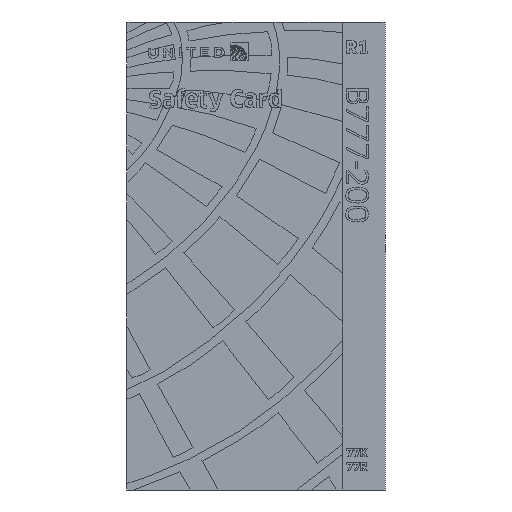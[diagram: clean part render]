
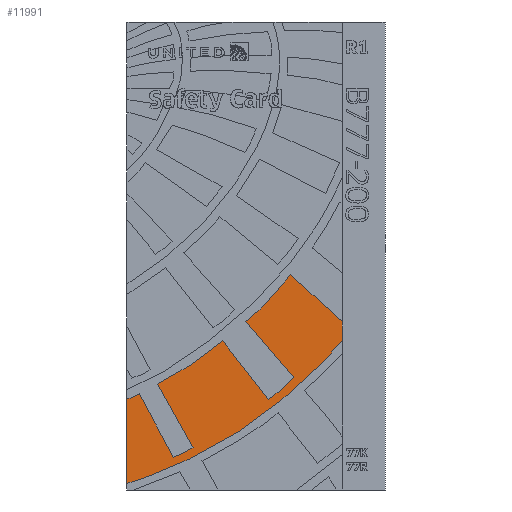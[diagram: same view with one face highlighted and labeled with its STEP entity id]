
A CAD part, front view. The second image highlights one B-rep face of the part: STEP entity #11991.
In plain terms, the highlighted planar face has unit normal (0, -1, 0).
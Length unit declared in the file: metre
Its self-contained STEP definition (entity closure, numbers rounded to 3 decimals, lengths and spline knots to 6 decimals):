
#585=B_SPLINE_CURVE_WITH_KNOTS('',3,(#22038,#22039,#22040,#22041,#22042,
#22043),.UNSPECIFIED.,.F.,.F.,(4,1,1,4),(0.,0.27137,0.658508,
1.),.UNSPECIFIED.);
#586=B_SPLINE_CURVE_WITH_KNOTS('',3,(#22060,#22061,#22062,#22063,#22064,
#22065),.UNSPECIFIED.,.F.,.F.,(4,1,1,4),(0.,0.307414,0.646352,
1.),.UNSPECIFIED.);
#587=B_SPLINE_CURVE_WITH_KNOTS('',3,(#22080,#22081,#22082,#22083,#22084,
#22085),.UNSPECIFIED.,.F.,.F.,(4,1,1,4),(0.,0.330603,0.707689,
1.),.UNSPECIFIED.);
#588=B_SPLINE_CURVE_WITH_KNOTS('',3,(#22098,#22099,#22100,#22101,#22102),
 .UNSPECIFIED.,.F.,.F.,(4,1,4),(0.,0.523385,1.),.UNSPECIFIED.);
#589=B_SPLINE_CURVE_WITH_KNOTS('',3,(#22119,#22120,#22121,#22122,#22123,
#22124,#22125),.UNSPECIFIED.,.F.,.F.,(4,1,1,1,4),(0.,0.234221,0.514268,
0.821753,1.),.UNSPECIFIED.);
#590=B_SPLINE_CURVE_WITH_KNOTS('',3,(#22140,#22141,#22142,#22143,#22144,
#22145),.UNSPECIFIED.,.F.,.F.,(4,1,1,4),(0.,0.312127,0.653102,
1.),.UNSPECIFIED.);
#591=B_SPLINE_CURVE_WITH_KNOTS('',3,(#22162,#22163,#22164,#22165,#22166,
#22167,#22168),.UNSPECIFIED.,.F.,.F.,(4,1,1,1,4),(0.,0.258254,
0.545094,0.786274,1.),.UNSPECIFIED.);
#592=B_SPLINE_CURVE_WITH_KNOTS('',3,(#22181,#22182,#22183,#22184,#22185),
 .UNSPECIFIED.,.F.,.F.,(4,1,4),(0.,0.517646,1.),.UNSPECIFIED.);
#593=B_SPLINE_CURVE_WITH_KNOTS('',3,(#22200,#22201,#22202,#22203,#22204,
#22205),.UNSPECIFIED.,.F.,.F.,(4,1,1,4),(0.,0.329818,0.696754,
1.),.UNSPECIFIED.);
#594=B_SPLINE_CURVE_WITH_KNOTS('',3,(#22216,#22217,#22218,#22219,#22220),
 .UNSPECIFIED.,.F.,.F.,(4,1,4),(0.,0.478648,1.),.UNSPECIFIED.);
#595=B_SPLINE_CURVE_WITH_KNOTS('',3,(#22257,#22258,#22259,#22260,#22261,
#22262,#22263,#22264,#22265),.UNSPECIFIED.,.F.,.F.,(4,1,1,1,1,1,4),(0.,
0.117318,0.253195,0.427435,0.629051,
0.85108,1.),.UNSPECIFIED.);
#1704=ORIENTED_EDGE('',*,*,#4977,.F.);
#1705=ORIENTED_EDGE('',*,*,#4956,.F.);
#1706=ORIENTED_EDGE('',*,*,#4959,.F.);
#1707=ORIENTED_EDGE('',*,*,#4961,.T.);
#1708=ORIENTED_EDGE('',*,*,#4963,.F.);
#1709=ORIENTED_EDGE('',*,*,#4965,.F.);
#1710=ORIENTED_EDGE('',*,*,#4967,.F.);
#1711=ORIENTED_EDGE('',*,*,#4969,.T.);
#1712=ORIENTED_EDGE('',*,*,#4971,.F.);
#1713=ORIENTED_EDGE('',*,*,#4973,.F.);
#1714=ORIENTED_EDGE('',*,*,#4974,.F.);
#1715=ORIENTED_EDGE('',*,*,#4919,.T.);
#1716=ORIENTED_EDGE('',*,*,#4976,.T.);
#4919=EDGE_CURVE('',#6571,#6570,#7499,.T.);
#4956=EDGE_CURVE('',#6582,#6583,#585,.T.);
#4959=EDGE_CURVE('',#6584,#6582,#586,.T.);
#4961=EDGE_CURVE('',#6584,#6585,#587,.T.);
#4963=EDGE_CURVE('',#6586,#6585,#588,.T.);
#4965=EDGE_CURVE('',#6587,#6586,#589,.T.);
#4967=EDGE_CURVE('',#6588,#6587,#590,.T.);
#4969=EDGE_CURVE('',#6588,#6589,#591,.T.);
#4971=EDGE_CURVE('',#6590,#6589,#592,.T.);
#4973=EDGE_CURVE('',#6591,#6590,#593,.T.);
#4974=EDGE_CURVE('',#6571,#6591,#594,.T.);
#4976=EDGE_CURVE('',#6570,#6592,#595,.T.);
#4977=EDGE_CURVE('',#6583,#6592,#7539,.T.);
#6570=VERTEX_POINT('',#21646);
#6571=VERTEX_POINT('',#21648);
#6582=VERTEX_POINT('',#22037);
#6583=VERTEX_POINT('',#22044);
#6584=VERTEX_POINT('',#22059);
#6585=VERTEX_POINT('',#22079);
#6586=VERTEX_POINT('',#22097);
#6587=VERTEX_POINT('',#22118);
#6588=VERTEX_POINT('',#22139);
#6589=VERTEX_POINT('',#22161);
#6590=VERTEX_POINT('',#22180);
#6591=VERTEX_POINT('',#22199);
#6592=VERTEX_POINT('',#22256);
#7499=LINE('',#21647,#8720);
#7539=LINE('',#22267,#8760);
#8720=VECTOR('',#16851,1.);
#8760=VECTOR('',#16903,1.);
#9704=EDGE_LOOP('',(#1704,#1705,#1706,#1707,#1708,#1709,#1710,#1711,#1712,
#1713,#1714,#1715,#1716));
#10373=FACE_BOUND('',#9704,.T.);
#10980=PLANE('',#16088);
#11991=ADVANCED_FACE('',(#10373),#10980,.T.);
#16088=AXIS2_PLACEMENT_3D('',#22266,#16901,#16902);
#16851=DIRECTION('',(0.,0.,-1.));
#16901=DIRECTION('',(0.,-1.,0.));
#16902=DIRECTION('',(1.,0.,0.));
#16903=DIRECTION('',(0.,0.,-1.));
#21646=CARTESIAN_POINT('',(-0.076,-0.00495,-0.131847));
#21647=CARTESIAN_POINT('',(-0.076,-0.00495,0.002187));
#21648=CARTESIAN_POINT('',(-0.076,-0.00495,-0.082304));
#22037=CARTESIAN_POINT('',(0.02043,-0.00495,-0.008874));
#22038=CARTESIAN_POINT('',(0.02043,-0.00495,-0.008874));
#22039=CARTESIAN_POINT('',(0.022483,-0.00495,-0.010565));
#22040=CARTESIAN_POINT('',(0.027463,-0.00495,-0.014669));
#22041=CARTESIAN_POINT('',(0.041089,-0.00495,-0.026745));
#22042=CARTESIAN_POINT('',(0.047768,-0.00495,-0.033431));
#22043=CARTESIAN_POINT('',(0.050899,-0.00495,-0.036564));
#22044=CARTESIAN_POINT('',(0.050899,-0.00495,-0.036564));
#22059=CARTESIAN_POINT('',(-0.006075,-0.00495,-0.036568));
#22060=CARTESIAN_POINT('',(-0.006075,-0.00495,-0.036568));
#22061=CARTESIAN_POINT('',(-0.003345,-0.00495,-0.034315));
#22062=CARTESIAN_POINT('',(0.002397,-0.00495,-0.029579));
#22063=CARTESIAN_POINT('',(0.011057,-0.00495,-0.019569));
#22064=CARTESIAN_POINT('',(0.017262,-0.00495,-0.012489));
#22065=CARTESIAN_POINT('',(0.02043,-0.00495,-0.008874));
#22079=CARTESIAN_POINT('',(0.022317,-0.00495,-0.069588));
#22080=CARTESIAN_POINT('',(-0.006075,-0.00495,-0.036568));
#22081=CARTESIAN_POINT('',(-0.003074,-0.00495,-0.039863));
#22082=CARTESIAN_POINT('',(0.00335,-0.00495,-0.046917));
#22083=CARTESIAN_POINT('',(0.014973,-0.00495,-0.061181));
#22084=CARTESIAN_POINT('',(0.020085,-0.00495,-0.067033));
#22085=CARTESIAN_POINT('',(0.022317,-0.00495,-0.069588));
#22097=CARTESIAN_POINT('',(0.007367,-0.00495,-0.082304));
#22098=CARTESIAN_POINT('',(0.007367,-0.00495,-0.082304));
#22099=CARTESIAN_POINT('',(0.010334,-0.00495,-0.080142));
#22100=CARTESIAN_POINT('',(0.016005,-0.00495,-0.076011));
#22101=CARTESIAN_POINT('',(0.020279,-0.00495,-0.071661));
#22102=CARTESIAN_POINT('',(0.022317,-0.00495,-0.069588));
#22118=CARTESIAN_POINT('',(-0.019565,-0.00495,-0.047837));
#22119=CARTESIAN_POINT('',(-0.019565,-0.00495,-0.047837));
#22120=CARTESIAN_POINT('',(-0.017792,-0.00495,-0.050246));
#22121=CARTESIAN_POINT('',(-0.013899,-0.00495,-0.055536));
#22122=CARTESIAN_POINT('',(-0.006379,-0.00495,-0.065633));
#22123=CARTESIAN_POINT('',(0.00381,-0.00495,-0.077919));
#22124=CARTESIAN_POINT('',(0.006412,-0.00495,-0.081127));
#22125=CARTESIAN_POINT('',(0.007367,-0.00495,-0.082304));
#22139=CARTESIAN_POINT('',(-0.057896,-0.00495,-0.073267));
#22140=CARTESIAN_POINT('',(-0.057896,-0.00495,-0.073267));
#22141=CARTESIAN_POINT('',(-0.054038,-0.00495,-0.071193));
#22142=CARTESIAN_POINT('',(-0.045963,-0.00495,-0.066854));
#22143=CARTESIAN_POINT('',(-0.032528,-0.00495,-0.058027));
#22144=CARTESIAN_POINT('',(-0.02391,-0.00495,-0.051254));
#22145=CARTESIAN_POINT('',(-0.019565,-0.00495,-0.047837));
#22161=CARTESIAN_POINT('',(-0.037103,-0.00495,-0.110655));
#22162=CARTESIAN_POINT('',(-0.057896,-0.00495,-0.073267));
#22163=CARTESIAN_POINT('',(-0.05618,-0.00495,-0.076447));
#22164=CARTESIAN_POINT('',(-0.052558,-0.00495,-0.083161));
#22165=CARTESIAN_POINT('',(-0.045523,-0.00495,-0.095106));
#22166=CARTESIAN_POINT('',(-0.040902,-0.00495,-0.1037));
#22167=CARTESIAN_POINT('',(-0.038318,-0.00495,-0.108432));
#22168=CARTESIAN_POINT('',(-0.037103,-0.00495,-0.110655));
#22180=CARTESIAN_POINT('',(-0.048615,-0.00495,-0.116358));
#22181=CARTESIAN_POINT('',(-0.048615,-0.00495,-0.116358));
#22182=CARTESIAN_POINT('',(-0.046441,-0.00495,-0.115491));
#22183=CARTESIAN_POINT('',(-0.04224,-0.00495,-0.113817));
#22184=CARTESIAN_POINT('',(-0.038775,-0.00495,-0.111684));
#22185=CARTESIAN_POINT('',(-0.037103,-0.00495,-0.110655));
#22199=CARTESIAN_POINT('',(-0.068784,-0.00495,-0.078926));
#22200=CARTESIAN_POINT('',(-0.068784,-0.00495,-0.078926));
#22201=CARTESIAN_POINT('',(-0.066727,-0.00495,-0.082819));
#22202=CARTESIAN_POINT('',(-0.062381,-0.00495,-0.091043));
#22203=CARTESIAN_POINT('',(-0.05445,-0.00495,-0.10617));
#22204=CARTESIAN_POINT('',(-0.050433,-0.00495,-0.113184));
#22205=CARTESIAN_POINT('',(-0.048615,-0.00495,-0.116358));
#22216=CARTESIAN_POINT('',(-0.076,-0.00495,-0.082304));
#22217=CARTESIAN_POINT('',(-0.074904,-0.00495,-0.081842));
#22218=CARTESIAN_POINT('',(-0.072614,-0.00495,-0.080876));
#22219=CARTESIAN_POINT('',(-0.070097,-0.00495,-0.079594));
#22220=CARTESIAN_POINT('',(-0.068784,-0.00495,-0.078926));
#22256=CARTESIAN_POINT('',(0.050899,-0.00495,-0.04774));
#22257=CARTESIAN_POINT('',(-0.076,-0.00495,-0.131847));
#22258=CARTESIAN_POINT('',(-0.072192,-0.00495,-0.130961));
#22259=CARTESIAN_POINT('',(-0.06415,-0.00495,-0.127763));
#22260=CARTESIAN_POINT('',(-0.048593,-0.00495,-0.122235));
#22261=CARTESIAN_POINT('',(-0.024186,-0.00495,-0.109729));
#22262=CARTESIAN_POINT('',(0.005133,-0.00495,-0.092267));
#22263=CARTESIAN_POINT('',(0.037617,-0.00495,-0.062913));
#22264=CARTESIAN_POINT('',(0.047018,-0.00495,-0.052057));
#22265=CARTESIAN_POINT('',(0.050899,-0.00495,-0.04774));
#22266=CARTESIAN_POINT('',(0.,-0.00495,0.002187));
#22267=CARTESIAN_POINT('',(0.050899,-0.00495,-0.042152));
